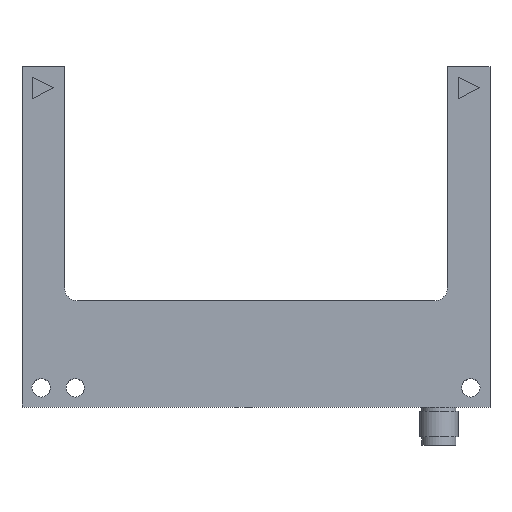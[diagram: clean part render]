
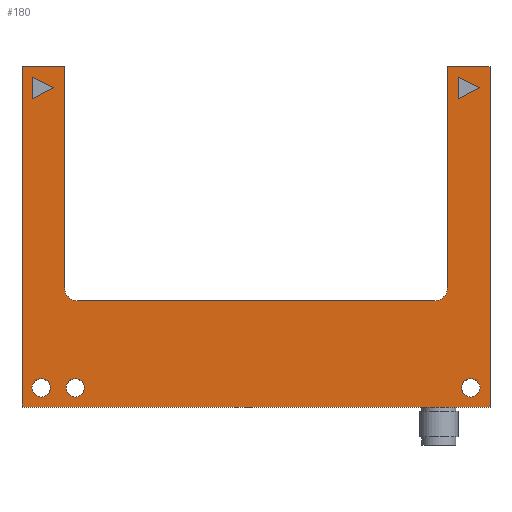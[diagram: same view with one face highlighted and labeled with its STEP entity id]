
A CAD part, top view. The second image highlights one B-rep face of the part: STEP entity #180.
In plain terms, the highlighted planar face has unit normal (0, 0, 1).
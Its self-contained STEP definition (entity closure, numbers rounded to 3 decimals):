
#180=ADVANCED_FACE('',(#382,#383,#384,#385,#386,#387),#388,.T.);
#382=FACE_BOUND('',#600,.T.);
#383=FACE_BOUND('',#601,.T.);
#384=FACE_BOUND('',#602,.T.);
#385=FACE_BOUND('',#603,.T.);
#386=FACE_BOUND('',#604,.T.);
#387=FACE_OUTER_BOUND('',#605,.T.);
#388=PLANE('',#606);
#600=EDGE_LOOP('',(#980,#981,#982));
#601=EDGE_LOOP('',(#983,#984,#985));
#602=EDGE_LOOP('',(#986,#987));
#603=EDGE_LOOP('',(#988,#989));
#604=EDGE_LOOP('',(#990,#991));
#605=EDGE_LOOP('',(#992,#993,#994,#995,#996,#997,#998,#999,#1000,#1001,#1002,#1003));
#606=AXIS2_PLACEMENT_3D('',#1004,#1005,#1006);
#980=ORIENTED_EDGE('',*,*,#1145,.T.);
#981=ORIENTED_EDGE('',*,*,#1224,.T.);
#982=ORIENTED_EDGE('',*,*,#1261,.T.);
#983=ORIENTED_EDGE('',*,*,#1262,.T.);
#984=ORIENTED_EDGE('',*,*,#1254,.T.);
#985=ORIENTED_EDGE('',*,*,#1263,.T.);
#986=ORIENTED_EDGE('',*,*,#1167,.T.);
#987=ORIENTED_EDGE('',*,*,#1264,.T.);
#988=ORIENTED_EDGE('',*,*,#1231,.T.);
#989=ORIENTED_EDGE('',*,*,#1265,.T.);
#990=ORIENTED_EDGE('',*,*,#1162,.T.);
#991=ORIENTED_EDGE('',*,*,#1169,.T.);
#992=ORIENTED_EDGE('',*,*,#1172,.F.);
#993=ORIENTED_EDGE('',*,*,#1233,.F.);
#994=ORIENTED_EDGE('',*,*,#1243,.F.);
#995=ORIENTED_EDGE('',*,*,#1258,.F.);
#996=ORIENTED_EDGE('',*,*,#1154,.F.);
#997=ORIENTED_EDGE('',*,*,#1186,.F.);
#998=ORIENTED_EDGE('',*,*,#1266,.F.);
#999=ORIENTED_EDGE('',*,*,#1150,.F.);
#1000=ORIENTED_EDGE('',*,*,#1141,.F.);
#1001=ORIENTED_EDGE('',*,*,#1198,.F.);
#1002=ORIENTED_EDGE('',*,*,#1267,.F.);
#1003=ORIENTED_EDGE('',*,*,#1201,.F.);
#1004=CARTESIAN_POINT('',(-43.0,37.248,5.0));
#1005=DIRECTION('',(0.0,0.0,1.0));
#1006=DIRECTION('',(1.0,0.0,0.0));
#1141=EDGE_CURVE('',#1297,#1299,#1300,.T.);
#1145=EDGE_CURVE('',#1305,#1306,#1307,.T.);
#1150=EDGE_CURVE('',#1299,#1314,#1315,.T.);
#1154=EDGE_CURVE('',#1320,#1321,#1322,.T.);
#1162=EDGE_CURVE('',#1329,#1334,#1336,.T.);
#1167=EDGE_CURVE('',#1338,#1343,#1345,.T.);
#1169=EDGE_CURVE('',#1334,#1329,#1347,.T.);
#1172=EDGE_CURVE('',#1350,#1351,#1352,.T.);
#1186=EDGE_CURVE('',#1372,#1320,#1374,.T.);
#1198=EDGE_CURVE('',#1388,#1297,#1390,.T.);
#1201=EDGE_CURVE('',#1351,#1393,#1394,.T.);
#1224=EDGE_CURVE('',#1306,#1427,#1428,.T.);
#1231=EDGE_CURVE('',#1434,#1436,#1438,.T.);
#1233=EDGE_CURVE('',#1440,#1350,#1441,.T.);
#1243=EDGE_CURVE('',#1453,#1440,#1454,.T.);
#1254=EDGE_CURVE('',#1467,#1468,#1469,.T.);
#1258=EDGE_CURVE('',#1321,#1453,#1473,.T.);
#1261=EDGE_CURVE('',#1427,#1305,#1476,.T.);
#1262=EDGE_CURVE('',#1477,#1467,#1478,.T.);
#1263=EDGE_CURVE('',#1468,#1477,#1479,.T.);
#1264=EDGE_CURVE('',#1343,#1338,#1480,.T.);
#1265=EDGE_CURVE('',#1436,#1434,#1481,.T.);
#1266=EDGE_CURVE('',#1314,#1372,#1482,.T.);
#1267=EDGE_CURVE('',#1393,#1388,#1483,.T.);
#1297=VERTEX_POINT('',#1515);
#1299=VERTEX_POINT('',#1518);
#1300=CIRCLE('',#1519,3.0);
#1305=VERTEX_POINT('',#1525);
#1306=VERTEX_POINT('',#1526);
#1307=LINE('',#1527,#1528);
#1314=VERTEX_POINT('',#1538);
#1315=LINE('',#1539,#1540);
#1320=VERTEX_POINT('',#1547);
#1321=VERTEX_POINT('',#1548);
#1322=LINE('',#1549,#1550);
#1329=VERTEX_POINT('',#1560);
#1334=VERTEX_POINT('',#1566);
#1336=CIRCLE('',#1569,2.15);
#1338=VERTEX_POINT('',#1571);
#1343=VERTEX_POINT('',#1577);
#1345=CIRCLE('',#1580,2.15);
#1347=CIRCLE('',#1582,2.15);
#1350=VERTEX_POINT('',#1585);
#1351=VERTEX_POINT('',#1586);
#1352=LINE('',#1587,#1588);
#1372=VERTEX_POINT('',#1613);
#1374=CIRCLE('',#1616,3.0);
#1388=VERTEX_POINT('',#1634);
#1390=CIRCLE('',#1637,3.0);
#1393=VERTEX_POINT('',#1640);
#1394=LINE('',#1641,#1642);
#1427=VERTEX_POINT('',#1686);
#1428=LINE('',#1687,#1688);
#1434=VERTEX_POINT('',#1696);
#1436=VERTEX_POINT('',#1699);
#1438=CIRCLE('',#1702,2.15);
#1440=VERTEX_POINT('',#1704);
#1441=LINE('',#1705,#1706);
#1453=VERTEX_POINT('',#1721);
#1454=LINE('',#1722,#1723);
#1467=VERTEX_POINT('',#1738);
#1468=VERTEX_POINT('',#1739);
#1469=LINE('',#1740,#1741);
#1473=LINE('',#1747,#1748);
#1476=LINE('',#1751,#1752);
#1477=VERTEX_POINT('',#1753);
#1478=LINE('',#1754,#1755);
#1479=LINE('',#1756,#1757);
#1480=CIRCLE('',#1758,2.15);
#1481=CIRCLE('',#1759,2.15);
#1482=CIRCLE('',#1760,3.0);
#1483=LINE('',#1761,#1762);
#1515=CARTESIAN_POINT('',(-87.121,30.379,5.0));
#1518=CARTESIAN_POINT('',(-85.0,29.5,5.0));
#1519=AXIS2_PLACEMENT_3D('',#1793,#1794,#1795);
#1525=CARTESIAN_POINT('',(4.5,82.0,5.0));
#1526=CARTESIAN_POINT('',(9.5,79.5,5.0));
#1527=CARTESIAN_POINT('',(-5.55,87.025,5.0));
#1528=VECTOR('',#1800,1.0);
#1538=CARTESIAN_POINT('',(-1.,29.5,5.0));
#1539=CARTESIAN_POINT('',(-85.0,29.5,5.0));
#1540=VECTOR('',#1804,1.0);
#1547=CARTESIAN_POINT('',(2.,32.5,5.0));
#1548=CARTESIAN_POINT('',(2.,84.5,5.0));
#1549=CARTESIAN_POINT('',(2.,32.5,5.0));
#1550=VECTOR('',#1807,1.0);
#1560=CARTESIAN_POINT('',(-91.35,9.0,5.0));
#1566=CARTESIAN_POINT('',(-95.65,9.0,5.0));
#1569=AXIS2_PLACEMENT_3D('',#1816,#1817,#1818);
#1571=CARTESIAN_POINT('',(9.65,9.0,5.0));
#1577=CARTESIAN_POINT('',(5.35,9.0,5.0));
#1580=AXIS2_PLACEMENT_3D('',#1824,#1825,#1826);
#1582=AXIS2_PLACEMENT_3D('',#1827,#1828,#1829);
#1585=CARTESIAN_POINT('',(-98.0,4.5,5.0));
#1586=CARTESIAN_POINT('',(-98.0,84.5,5.0));
#1587=CARTESIAN_POINT('',(-98.0,4.5,5.0));
#1588=VECTOR('',#1833,1.0);
#1613=CARTESIAN_POINT('',(1.121,30.379,5.0));
#1616=AXIS2_PLACEMENT_3D('',#1852,#1853,#1854);
#1634=CARTESIAN_POINT('',(-88.0,32.5,5.0));
#1637=AXIS2_PLACEMENT_3D('',#1869,#1870,#1871);
#1640=CARTESIAN_POINT('',(-88.0,84.5,5.0));
#1641=CARTESIAN_POINT('',(-98.0,84.5,5.0));
#1642=VECTOR('',#1872,1.0);
#1686=CARTESIAN_POINT('',(4.5,77.0,5.0));
#1687=CARTESIAN_POINT('',(-19.95,64.775,5.0));
#1688=VECTOR('',#1902,1.0);
#1696=CARTESIAN_POINT('',(-83.35,9.0,5.0));
#1699=CARTESIAN_POINT('',(-87.65,9.0,5.0));
#1702=AXIS2_PLACEMENT_3D('',#1907,#1908,#1909);
#1704=CARTESIAN_POINT('',(12.0,4.5,5.0));
#1705=CARTESIAN_POINT('',(12.0,4.5,5.0));
#1706=VECTOR('',#1910,1.0);
#1721=CARTESIAN_POINT('',(12.0,84.5,5.0));
#1722=CARTESIAN_POINT('',(12.0,84.5,5.0));
#1723=VECTOR('',#1920,1.0);
#1738=CARTESIAN_POINT('',(-90.5,79.5,5.0));
#1739=CARTESIAN_POINT('',(-95.5,77.0,5.0));
#1740=CARTESIAN_POINT('',(-79.95,84.775,5.0));
#1741=VECTOR('',#1938,1.0);
#1747=CARTESIAN_POINT('',(2.,84.5,5.0));
#1748=VECTOR('',#1941,1.0);
#1751=CARTESIAN_POINT('',(4.5,57.124,5.0));
#1752=VECTOR('',#1942,1.0);
#1753=CARTESIAN_POINT('',(-95.5,82.0,5.0));
#1754=CARTESIAN_POINT('',(-65.55,67.025,5.0));
#1755=VECTOR('',#1943,1.0);
#1756=CARTESIAN_POINT('',(-95.5,57.124,5.0));
#1757=VECTOR('',#1944,1.0);
#1758=AXIS2_PLACEMENT_3D('',#1945,#1946,#1947);
#1759=AXIS2_PLACEMENT_3D('',#1948,#1949,#1950);
#1760=AXIS2_PLACEMENT_3D('',#1951,#1952,#1953);
#1761=CARTESIAN_POINT('',(-88.0,84.5,5.0));
#1762=VECTOR('',#1954,1.0);
#1793=CARTESIAN_POINT('',(-85.0,32.5,5.0));
#1794=DIRECTION('',(0.0,0.0,1.0));
#1795=DIRECTION('',(-0.707,-0.707,0.0));
#1800=DIRECTION('',(0.894,-0.447,0.0));
#1804=DIRECTION('',(1.0,0.,0.0));
#1807=DIRECTION('',(0.,1.0,0.0));
#1816=CARTESIAN_POINT('',(-93.5,9.0,5.0));
#1817=DIRECTION('',(0.0,0.0,-1.0));
#1818=DIRECTION('',(1.0,0.0,0.0));
#1824=CARTESIAN_POINT('',(7.5,9.0,5.0));
#1825=DIRECTION('',(0.0,0.0,-1.0));
#1826=DIRECTION('',(1.0,0.0,0.0));
#1827=CARTESIAN_POINT('',(-93.5,9.0,5.0));
#1828=DIRECTION('',(0.0,0.0,-1.0));
#1829=DIRECTION('',(1.0,0.0,0.0));
#1833=DIRECTION('',(0.0,1.0,0.0));
#1852=CARTESIAN_POINT('',(-1.,32.5,5.0));
#1853=DIRECTION('',(0.0,0.0,1.0));
#1854=DIRECTION('',(0.707,-0.707,0.0));
#1869=CARTESIAN_POINT('',(-85.0,32.5,5.0));
#1870=DIRECTION('',(0.0,0.0,1.0));
#1871=DIRECTION('',(-0.707,-0.707,0.0));
#1872=DIRECTION('',(1.0,0.0,0.0));
#1902=DIRECTION('',(-0.894,-0.447,0.0));
#1907=CARTESIAN_POINT('',(-85.5,9.0,5.0));
#1908=DIRECTION('',(0.0,0.0,-1.0));
#1909=DIRECTION('',(1.0,0.0,0.0));
#1910=DIRECTION('',(-1.0,0.,0.0));
#1920=DIRECTION('',(0.,-1.0,0.0));
#1938=DIRECTION('',(-0.894,-0.447,0.0));
#1941=DIRECTION('',(1.0,0.0,0.0));
#1942=DIRECTION('',(0.0,1.0,0.0));
#1943=DIRECTION('',(0.894,-0.447,0.0));
#1944=DIRECTION('',(0.0,1.0,0.0));
#1945=CARTESIAN_POINT('',(7.5,9.0,5.0));
#1946=DIRECTION('',(0.0,0.0,-1.0));
#1947=DIRECTION('',(1.0,0.0,0.0));
#1948=CARTESIAN_POINT('',(-85.5,9.0,5.0));
#1949=DIRECTION('',(0.0,0.0,-1.0));
#1950=DIRECTION('',(1.0,0.0,0.0));
#1951=CARTESIAN_POINT('',(-1.,32.5,5.0));
#1952=DIRECTION('',(0.0,0.0,1.0));
#1953=DIRECTION('',(0.707,-0.707,0.0));
#1954=DIRECTION('',(0.0,-1.0,0.0));
